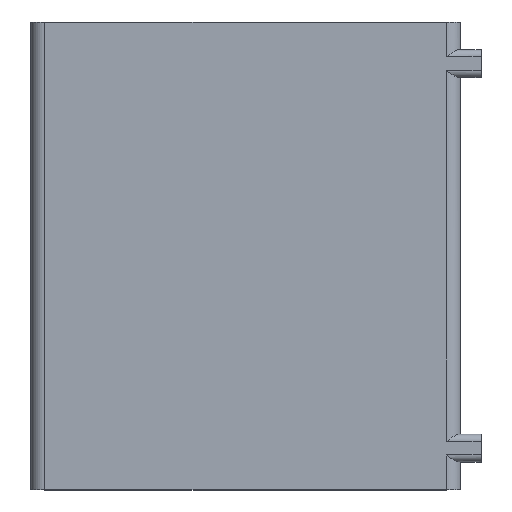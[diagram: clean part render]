
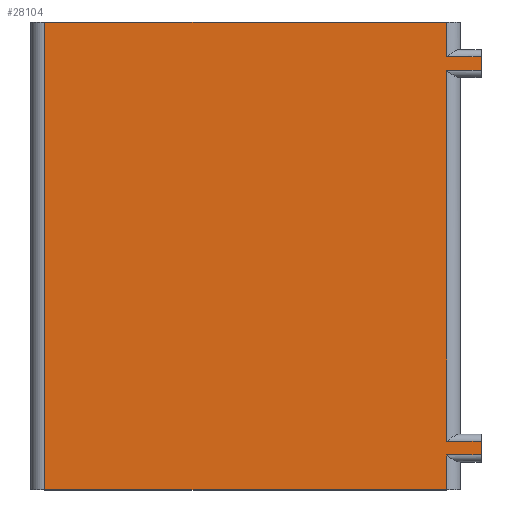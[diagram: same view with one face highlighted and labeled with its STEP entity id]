
A CAD part, top view. The second image highlights one B-rep face of the part: STEP entity #28104.
In plain terms, the highlighted planar face has unit normal (0, 0, 1).
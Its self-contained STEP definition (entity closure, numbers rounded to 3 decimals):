
#764 = EDGE_CURVE ( 'NONE', #4244, #11601, #19681, .T. ) ;
#1945 = ORIENTED_EDGE ( 'NONE', *, *, #28600, .F. ) ;
#2005 = ORIENTED_EDGE ( 'NONE', *, *, #19179, .F. ) ;
#3381 = LINE ( 'NONE', #19529, #28249 ) ;
#3446 = CARTESIAN_POINT ( 'NONE',  ( 68., 121., 30. ) ) ;
#3648 = VECTOR ( 'NONE', #26048, 1000. ) ;
#3683 = CARTESIAN_POINT ( 'NONE',  ( -58., 135., 30. ) ) ;
#3815 = DIRECTION ( 'NONE',  ( 0., -1., 0. ) ) ;
#4110 = ORIENTED_EDGE ( 'NONE', *, *, #17665, .F. ) ;
#4244 = VERTEX_POINT ( 'NONE', #27428 ) ;
#4274 = CARTESIAN_POINT ( 'NONE',  ( 68., 10., 30. ) ) ;
#4366 = DIRECTION ( 'NONE',  ( -1., 0., 0. ) ) ;
#4567 = PLANE ( 'NONE',  #6582 ) ;
#4751 = DIRECTION ( 'NONE',  ( 0., -1., 0. ) ) ;
#5726 = EDGE_CURVE ( 'NONE', #21769, #30132, #25206, .T. ) ;
#6100 = DIRECTION ( 'NONE',  ( -1., 0., 0. ) ) ;
#6582 = AXIS2_PLACEMENT_3D ( 'NONE', #13938, #27475, #20713 ) ;
#7993 = ORIENTED_EDGE ( 'NONE', *, *, #764, .T. ) ;
#8167 = VERTEX_POINT ( 'NONE', #11658 ) ;
#8595 = CARTESIAN_POINT ( 'NONE',  ( -58., 0., 30. ) ) ;
#8773 = LINE ( 'NONE', #20465, #25664 ) ;
#8906 = VERTEX_POINT ( 'NONE', #25023 ) ;
#9017 = CARTESIAN_POINT ( 'NONE',  ( 58., 135., 30. ) ) ;
#9237 = EDGE_CURVE ( 'NONE', #12689, #30132, #9278, .T. ) ;
#9278 = LINE ( 'NONE', #25904, #9437 ) ;
#9437 = VECTOR ( 'NONE', #30196, 1000. ) ;
#9623 = CARTESIAN_POINT ( 'NONE',  ( 58., 125., 30. ) ) ;
#10025 = CARTESIAN_POINT ( 'NONE',  ( 58., 135., 30. ) ) ;
#11601 = VERTEX_POINT ( 'NONE', #8595 ) ;
#11658 = CARTESIAN_POINT ( 'NONE',  ( 68., 125., 30. ) ) ;
#11750 = VECTOR ( 'NONE', #3815, 1000. ) ;
#11850 = VECTOR ( 'NONE', #25494, 1000. ) ;
#11873 = VERTEX_POINT ( 'NONE', #19343 ) ;
#11964 = CARTESIAN_POINT ( 'NONE',  ( 68., 14., 30. ) ) ;
#12131 = ORIENTED_EDGE ( 'NONE', *, *, #29925, .F. ) ;
#12631 = VERTEX_POINT ( 'NONE', #14124 ) ;
#12689 = VERTEX_POINT ( 'NONE', #11964 ) ;
#12973 = LINE ( 'NONE', #3446, #23968 ) ;
#13083 = VERTEX_POINT ( 'NONE', #9623 ) ;
#13733 = VERTEX_POINT ( 'NONE', #14469 ) ;
#13938 = CARTESIAN_POINT ( 'NONE',  ( -58., 135., 30. ) ) ;
#14115 = VECTOR ( 'NONE', #6100, 1000. ) ;
#14124 = CARTESIAN_POINT ( 'NONE',  ( 68., 121., 30. ) ) ;
#14221 = VECTOR ( 'NONE', #26915, 1000. ) ;
#14469 = CARTESIAN_POINT ( 'NONE',  ( 58., 10., 30. ) ) ;
#14997 = ORIENTED_EDGE ( 'NONE', *, *, #21027, .T. ) ;
#15200 = CARTESIAN_POINT ( 'NONE',  ( 58., 135., 30. ) ) ;
#15490 = EDGE_CURVE ( 'NONE', #12689, #11873, #15963, .T. ) ;
#15963 = LINE ( 'NONE', #4274, #11850 ) ;
#16082 = CARTESIAN_POINT ( 'NONE',  ( 68., 10., 30. ) ) ;
#16578 = VECTOR ( 'NONE', #4751, 1000. ) ;
#16738 = EDGE_CURVE ( 'NONE', #11873, #13733, #27466, .T. ) ;
#17665 = EDGE_CURVE ( 'NONE', #8167, #12631, #12973, .T. ) ;
#18231 = ORIENTED_EDGE ( 'NONE', *, *, #16738, .F. ) ;
#19179 = EDGE_CURVE ( 'NONE', #28123, #13083, #20749, .T. ) ;
#19343 = CARTESIAN_POINT ( 'NONE',  ( 68., 10., 30. ) ) ;
#19529 = CARTESIAN_POINT ( 'NONE',  ( 68., 121., 30. ) ) ;
#19681 = LINE ( 'NONE', #3683, #14221 ) ;
#20465 = CARTESIAN_POINT ( 'NONE',  ( -58., 0., 30. ) ) ;
#20713 = DIRECTION ( 'NONE',  ( -1., 0., 0. ) ) ;
#20749 = LINE ( 'NONE', #28126, #16578 ) ;
#20977 = LINE ( 'NONE', #25748, #3648 ) ;
#21027 = EDGE_CURVE ( 'NONE', #8167, #13083, #23140, .T. ) ;
#21769 = VERTEX_POINT ( 'NONE', #24011 ) ;
#22216 = VECTOR ( 'NONE', #26192, 1000. ) ;
#22252 = ORIENTED_EDGE ( 'NONE', *, *, #27608, .T. ) ;
#22933 = DIRECTION ( 'NONE',  ( 1., 0., 0. ) ) ;
#22989 = ORIENTED_EDGE ( 'NONE', *, *, #27272, .F. ) ;
#23140 = LINE ( 'NONE', #23453, #25502 ) ;
#23453 = CARTESIAN_POINT ( 'NONE',  ( 68., 125., 30. ) ) ;
#23465 = ORIENTED_EDGE ( 'NONE', *, *, #9237, .T. ) ;
#23726 = ORIENTED_EDGE ( 'NONE', *, *, #5726, .F. ) ;
#23838 = CARTESIAN_POINT ( 'NONE',  ( 58., 14., 30. ) ) ;
#23968 = VECTOR ( 'NONE', #28832, 1000. ) ;
#24004 = EDGE_LOOP ( 'NONE', ( #22252, #22989, #18231, #24411, #23465, #23726, #12131, #4110, #14997, #2005, #1945, #7993 ) ) ;
#24011 = CARTESIAN_POINT ( 'NONE',  ( 58., 121., 30. ) ) ;
#24030 = LINE ( 'NONE', #10025, #22216 ) ;
#24411 = ORIENTED_EDGE ( 'NONE', *, *, #15490, .F. ) ;
#25023 = CARTESIAN_POINT ( 'NONE',  ( 58., 0., 30. ) ) ;
#25206 = LINE ( 'NONE', #15200, #11750 ) ;
#25494 = DIRECTION ( 'NONE',  ( 0., -1., 0. ) ) ;
#25502 = VECTOR ( 'NONE', #4366, 1000. ) ;
#25664 = VECTOR ( 'NONE', #22933, 1000. ) ;
#25748 = CARTESIAN_POINT ( 'NONE',  ( -58., 135., 30. ) ) ;
#25904 = CARTESIAN_POINT ( 'NONE',  ( 68., 14., 30. ) ) ;
#26048 = DIRECTION ( 'NONE',  ( 1., 0., 0. ) ) ;
#26192 = DIRECTION ( 'NONE',  ( 0., -1., 0. ) ) ;
#26323 = DIRECTION ( 'NONE',  ( -1., 0., 0. ) ) ;
#26915 = DIRECTION ( 'NONE',  ( 0., -1., 0. ) ) ;
#27272 = EDGE_CURVE ( 'NONE', #13733, #8906, #24030, .T. ) ;
#27428 = CARTESIAN_POINT ( 'NONE',  ( -58., 135., 30. ) ) ;
#27466 = LINE ( 'NONE', #16082, #14115 ) ;
#27475 = DIRECTION ( 'NONE',  ( 0., 0., -1. ) ) ;
#27608 = EDGE_CURVE ( 'NONE', #11601, #8906, #8773, .T. ) ;
#28104 = ADVANCED_FACE ( 'NONE', ( #30225 ), #4567, .F. ) ;
#28123 = VERTEX_POINT ( 'NONE', #9017 ) ;
#28126 = CARTESIAN_POINT ( 'NONE',  ( 58., 135., 30. ) ) ;
#28249 = VECTOR ( 'NONE', #26323, 1000. ) ;
#28600 = EDGE_CURVE ( 'NONE', #4244, #28123, #20977, .T. ) ;
#28832 = DIRECTION ( 'NONE',  ( 0., -1., 0. ) ) ;
#29925 = EDGE_CURVE ( 'NONE', #12631, #21769, #3381, .T. ) ;
#30132 = VERTEX_POINT ( 'NONE', #23838 ) ;
#30196 = DIRECTION ( 'NONE',  ( -1., 0., 0. ) ) ;
#30225 = FACE_OUTER_BOUND ( 'NONE', #24004, .T. ) ;
